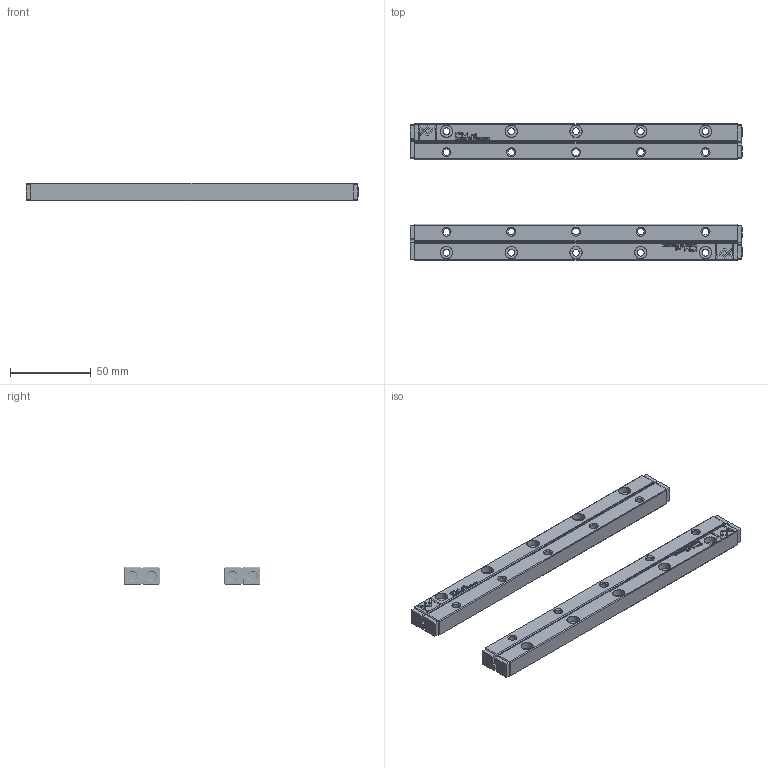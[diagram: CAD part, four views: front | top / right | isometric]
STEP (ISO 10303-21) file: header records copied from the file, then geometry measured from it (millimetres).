
FILE_DESCRIPTION(/* description */ (''),/* implementation_level */ '2;1');
FILE_NAME(/* name */ 'Set RSDE-4200x30KRE_stp_stp.stp',/* time_stamp */ '2025-04-16T16:25:28+02:00',/* author */ (''),/* organization */ (''),/* preprocessor_version */ 'ST-DEVELOPER v16.7',/* originating_system */ 'SIEMENS PLM Software NX 12.0',/* authorisation */ '');
FILE_SCHEMA (('AUTOMOTIVE_DESIGN { 1 0 10303 214 3 1 1 1 }'));
Products named in the file (1): Set RSDE-4200x30KRE_stp_stp
Bounding box: 205.1 x 84 x 11 mm (x, y, z)
Volume: 87060.4 mm3; surface area: 53823.5 mm2
Topology: 84 solids, 84 shells, 3984 faces, 10712 edges, 6996 vertices
Faces by surface type: plane 1732, cylinder 1212, torus 480, bspline 360, cone 200
Full cylindrical faces by diameter (mm): 0.5 x248, 2 x60, 2.6 x8, 3 x8, 3.2 x16, 4 x60, 4.2 x20, 7.5 x20
Entity records: 134472 total; most frequent: CARTESIAN_POINT 28846, DIRECTION 19766, ORIENTED_EDGE 19664, EDGE_CURVE 9832, AXIS2_PLACEMENT_3D 7333, VERTEX_POINT 6764, EDGE_LOOP 5268, LINE 5100
